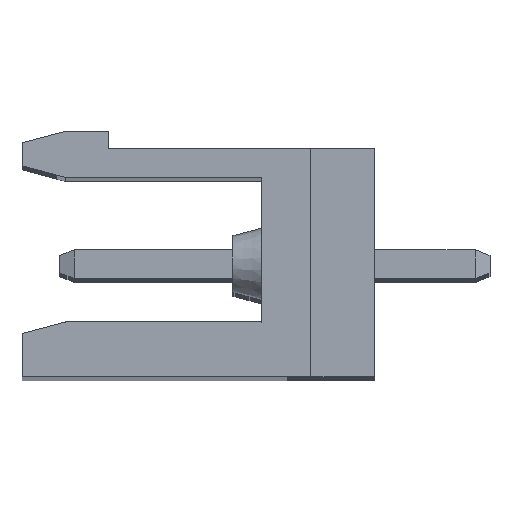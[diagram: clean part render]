
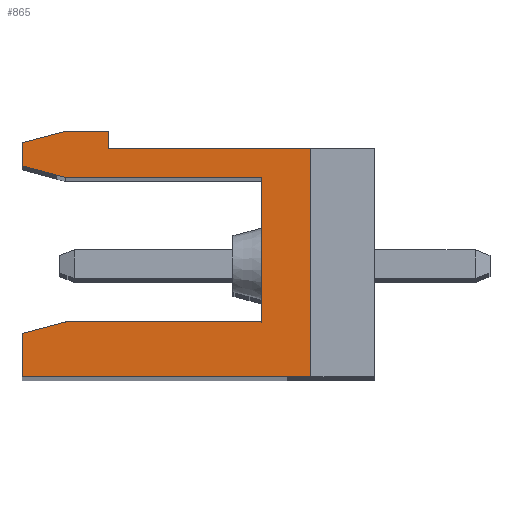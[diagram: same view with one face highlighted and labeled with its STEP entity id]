
A CAD part, top view. The second image highlights one B-rep face of the part: STEP entity #865.
In plain terms, the highlighted planar face has unit normal (0, 0, 1).
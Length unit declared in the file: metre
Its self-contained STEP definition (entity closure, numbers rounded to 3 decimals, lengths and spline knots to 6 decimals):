
#865=ADVANCED_FACE('',(#2537),#2538,.F.);
#2537=FACE_OUTER_BOUND('',#5096,.T.);
#2538=PLANE('',#5097);
#5096=EDGE_LOOP('',(#7695,#7696,#7697,#7698,#7699,#7700,#7701,#7702,#7703,#7704,#7705,#7706,#7707));
#5097=AXIS2_PLACEMENT_3D('',#7708,#7709,#7710);
#7695=ORIENTED_EDGE('',*,*,#15075,.F.);
#7696=ORIENTED_EDGE('',*,*,#15076,.F.);
#7697=ORIENTED_EDGE('',*,*,#15077,.F.);
#7698=ORIENTED_EDGE('',*,*,#15078,.F.);
#7699=ORIENTED_EDGE('',*,*,#15079,.T.);
#7700=ORIENTED_EDGE('',*,*,#15080,.T.);
#7701=ORIENTED_EDGE('',*,*,#15081,.T.);
#7702=ORIENTED_EDGE('',*,*,#15082,.T.);
#7703=ORIENTED_EDGE('',*,*,#15083,.T.);
#7704=ORIENTED_EDGE('',*,*,#15084,.T.);
#7705=ORIENTED_EDGE('',*,*,#15085,.T.);
#7706=ORIENTED_EDGE('',*,*,#15086,.T.);
#7707=ORIENTED_EDGE('',*,*,#15087,.F.);
#7708=CARTESIAN_POINT('',(-0.0037,0.0069,0.99824));
#7709=DIRECTION('',(0.0,0.0,-1.0));
#7710=DIRECTION('',(0.0,-1.0,0.0));
#15075=EDGE_CURVE('',#17978,#17979,#17980,.T.);
#15076=EDGE_CURVE('',#17981,#17978,#17982,.T.);
#15077=EDGE_CURVE('',#17983,#17981,#17984,.T.);
#15078=EDGE_CURVE('',#17985,#17983,#17986,.T.);
#15079=EDGE_CURVE('',#17985,#17987,#17988,.T.);
#15080=EDGE_CURVE('',#17987,#17989,#17990,.T.);
#15081=EDGE_CURVE('',#17989,#17991,#17992,.T.);
#15082=EDGE_CURVE('',#17991,#17993,#17994,.T.);
#15083=EDGE_CURVE('',#17993,#17995,#17996,.T.);
#15084=EDGE_CURVE('',#17995,#17997,#17998,.T.);
#15085=EDGE_CURVE('',#17997,#17999,#18000,.T.);
#15086=EDGE_CURVE('',#17999,#18001,#18002,.T.);
#15087=EDGE_CURVE('',#17979,#18001,#18003,.T.);
#17978=VERTEX_POINT('',#22202);
#17979=VERTEX_POINT('',#22203);
#17980=LINE('',#22204,#22205);
#17981=VERTEX_POINT('',#22206);
#17982=LINE('',#22207,#22208);
#17983=VERTEX_POINT('',#22209);
#17984=LINE('',#22210,#22211);
#17985=VERTEX_POINT('',#22212);
#17986=LINE('',#22213,#22214);
#17987=VERTEX_POINT('',#22215);
#17988=LINE('',#22216,#22217);
#17989=VERTEX_POINT('',#22218);
#17990=LINE('',#22219,#22220);
#17991=VERTEX_POINT('',#22221);
#17992=LINE('',#22222,#22223);
#17993=VERTEX_POINT('',#22224);
#17994=LINE('',#22225,#22226);
#17995=VERTEX_POINT('',#22227);
#17996=LINE('',#22228,#22229);
#17997=VERTEX_POINT('',#22230);
#17998=LINE('',#22231,#22232);
#17999=VERTEX_POINT('',#22233);
#18000=LINE('',#22234,#22235);
#18001=VERTEX_POINT('',#22236);
#18002=LINE('',#22237,#22238);
#18003=LINE('',#22239,#22240);
#22202=CARTESIAN_POINT('',(-0.0037,0.0069,0.99824));
#22203=CARTESIAN_POINT('',(-0.010507,0.0069,0.99824));
#22204=CARTESIAN_POINT('',(-0.010507,0.0069,0.99824));
#22205=VECTOR('',#28382,1.0);
#22206=CARTESIAN_POINT('',(-0.0037,0.0019,0.99824));
#22207=CARTESIAN_POINT('',(-0.0037,0.0069,0.99824));
#22208=VECTOR('',#28383,1.0);
#22209=CARTESIAN_POINT('',(-0.0105,0.0019,0.99824));
#22210=CARTESIAN_POINT('',(-0.0037,0.0019,0.99824));
#22211=VECTOR('',#28384,1.0);
#22212=CARTESIAN_POINT('',(-0.012,0.001498,0.99824));
#22213=CARTESIAN_POINT('',(-0.0105,0.0019,0.99824));
#22214=VECTOR('',#28385,1.0);
#22215=CARTESIAN_POINT('',(-0.012,0.,0.99824));
#22216=CARTESIAN_POINT('',(-0.012,0.0082,0.99824));
#22217=VECTOR('',#28386,1.0);
#22218=CARTESIAN_POINT('',(-0.002,0.,0.99824));
#22219=CARTESIAN_POINT('',(-0.012,0.,0.99824));
#22220=VECTOR('',#28387,1.0);
#22221=CARTESIAN_POINT('',(-0.002,0.0079,0.99824));
#22222=CARTESIAN_POINT('',(-0.002,0.0079,0.99824));
#22223=VECTOR('',#28388,1.0);
#22224=CARTESIAN_POINT('',(-0.009,0.0079,0.99824));
#22225=CARTESIAN_POINT('',(-0.0022,0.0079,0.99824));
#22226=VECTOR('',#28389,1.0);
#22227=CARTESIAN_POINT('',(-0.009,0.0085,0.99824));
#22228=CARTESIAN_POINT('',(-0.009,0.0081,0.99824));
#22229=VECTOR('',#28390,1.0);
#22230=CARTESIAN_POINT('',(-0.010507,0.0085,0.99824));
#22231=CARTESIAN_POINT('',(-0.009,0.0085,0.99824));
#22232=VECTOR('',#28391,1.0);
#22233=CARTESIAN_POINT('',(-0.012,0.0081,0.99824));
#22234=CARTESIAN_POINT('',(-0.010507,0.0085,0.99824));
#22235=VECTOR('',#28392,1.0);
#22236=CARTESIAN_POINT('',(-0.012,0.0073,0.99824));
#22237=CARTESIAN_POINT('',(-0.012,0.0082,0.99824));
#22238=VECTOR('',#28393,1.0);
#22239=CARTESIAN_POINT('',(-0.012,0.0073,0.99824));
#22240=VECTOR('',#28394,1.0);
#28382=DIRECTION('',(-1.0,0.0,0.0));
#28383=DIRECTION('',(0.,1.0,0.0));
#28384=DIRECTION('',(1.0,0.0,0.0));
#28385=DIRECTION('',(0.966,0.259,0.0));
#28386=DIRECTION('',(0.0,-1.0,0.0));
#28387=DIRECTION('',(1.0,0.0,0.0));
#28388=DIRECTION('',(0.0,1.0,0.0));
#28389=DIRECTION('',(-1.0,0.0,0.0));
#28390=DIRECTION('',(0.,1.0,0.0));
#28391=DIRECTION('',(-1.0,0.0,0.0));
#28392=DIRECTION('',(-0.966,-0.259,0.0));
#28393=DIRECTION('',(0.0,-1.0,0.0));
#28394=DIRECTION('',(-0.966,0.259,0.0));
